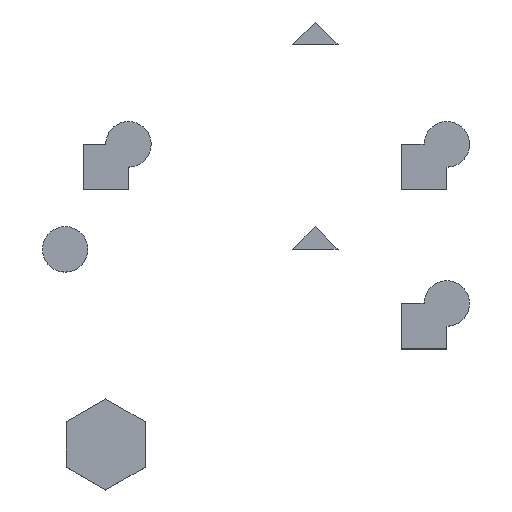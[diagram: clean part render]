
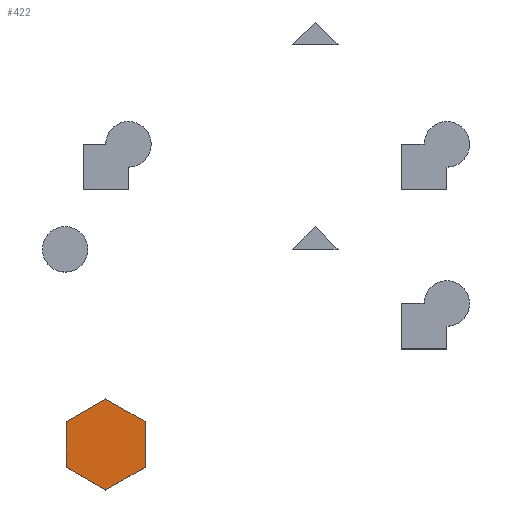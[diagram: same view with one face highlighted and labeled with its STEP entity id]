
A CAD part, top view. The second image highlights one B-rep face of the part: STEP entity #422.
In plain terms, the highlighted planar face has unit normal (0, 0, 1).
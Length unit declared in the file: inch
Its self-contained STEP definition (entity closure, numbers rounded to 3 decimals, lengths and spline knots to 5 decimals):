
#101=PLANE('',#454);
#123=FACE_OUTER_BOUND('',#146,.T.);
#146=EDGE_LOOP('',(#351,#352,#353,#354,#355,#356));
#163=LINE('',#622,#204);
#166=LINE('',#628,#207);
#169=LINE('',#634,#210);
#172=LINE('',#640,#213);
#175=LINE('',#646,#216);
#178=LINE('',#650,#219);
#204=VECTOR('',#502,0.3937);
#207=VECTOR('',#507,0.3937);
#210=VECTOR('',#512,0.3937);
#213=VECTOR('',#517,0.3937);
#216=VECTOR('',#522,0.3937);
#219=VECTOR('',#527,0.3937);
#250=VERTEX_POINT('',#619);
#251=VERTEX_POINT('',#621);
#253=VERTEX_POINT('',#627);
#255=VERTEX_POINT('',#633);
#257=VERTEX_POINT('',#639);
#259=VERTEX_POINT('',#645);
#281=EDGE_CURVE('',#251,#250,#163,.T.);
#284=EDGE_CURVE('',#253,#251,#166,.T.);
#287=EDGE_CURVE('',#255,#253,#169,.T.);
#290=EDGE_CURVE('',#257,#255,#172,.T.);
#293=EDGE_CURVE('',#259,#257,#175,.T.);
#296=EDGE_CURVE('',#250,#259,#178,.T.);
#351=ORIENTED_EDGE('',*,*,#296,.T.);
#352=ORIENTED_EDGE('',*,*,#293,.T.);
#353=ORIENTED_EDGE('',*,*,#290,.T.);
#354=ORIENTED_EDGE('',*,*,#287,.T.);
#355=ORIENTED_EDGE('',*,*,#284,.T.);
#356=ORIENTED_EDGE('',*,*,#281,.T.);
#422=ADVANCED_FACE('',(#123),#101,.T.);
#454=AXIS2_PLACEMENT_3D('',#651,#528,#529);
#502=DIRECTION('',(0.,1.,0.));
#507=DIRECTION('',(0.866,0.5,0.));
#512=DIRECTION('',(0.866,-0.5,0.));
#517=DIRECTION('',(0.,-1.,0.));
#522=DIRECTION('',(-0.866,-0.5,0.));
#527=DIRECTION('',(-0.866,0.5,0.));
#528=DIRECTION('center_axis',(0.,0.,1.));
#529=DIRECTION('ref_axis',(1.,0.,0.));
#619=CARTESIAN_POINT('',(0.86603,0.5,1.));
#621=CARTESIAN_POINT('',(0.86603,-0.5,1.));
#622=CARTESIAN_POINT('',(0.86603,-0.5,1.));
#627=CARTESIAN_POINT('',(0.,-1.,1.));
#628=CARTESIAN_POINT('',(0.,-1.,1.));
#633=CARTESIAN_POINT('',(-0.86603,-0.5,1.));
#634=CARTESIAN_POINT('',(-0.86603,-0.5,1.));
#639=CARTESIAN_POINT('',(-0.86603,0.5,1.));
#640=CARTESIAN_POINT('',(-0.86603,0.5,1.));
#645=CARTESIAN_POINT('',(0.,1.,1.));
#646=CARTESIAN_POINT('',(0.,1.,1.));
#650=CARTESIAN_POINT('',(0.86603,0.5,1.));
#651=CARTESIAN_POINT('Origin',(0.,0.,1.));
